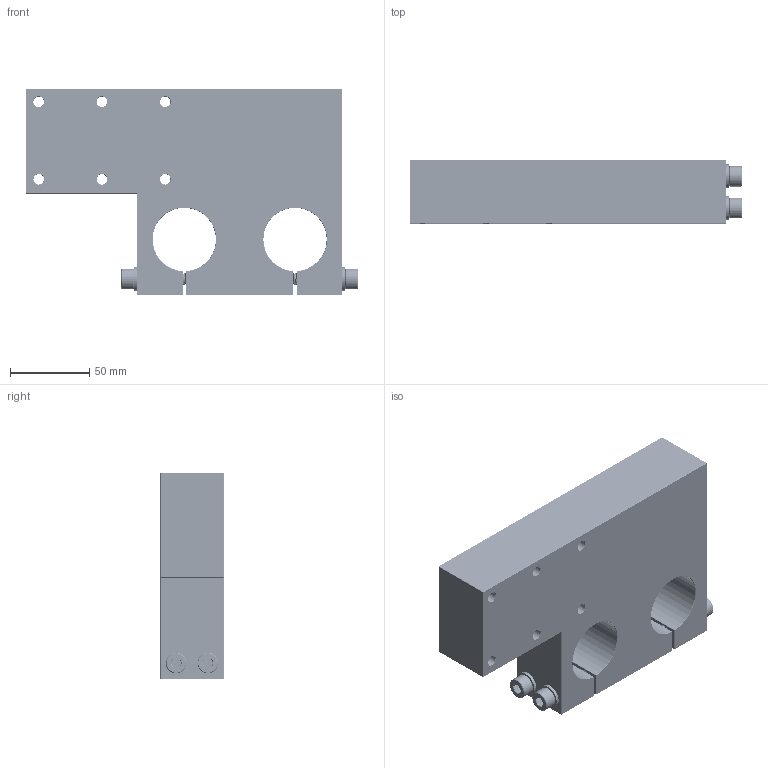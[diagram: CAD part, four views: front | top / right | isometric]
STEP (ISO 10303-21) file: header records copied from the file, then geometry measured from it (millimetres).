
FILE_DESCRIPTION(/* description */ (''),/* implementation_level */ '2;1');
FILE_NAME(/* name */ 'b3068345-8a08-4b8b-9916-0fba3c9ebe8d.stp',/* time_stamp */ '2024-10-08T18:48:06Z',/* author */ (''),/* organization */ (''),/* preprocessor_version */ 'ST-DEVELOPER v20',/* originating_system */ 'Autodesk Translation Framework v13.20.0.188',/* authorisation */ '');
FILE_SCHEMA (('AUTOMOTIVE_DESIGN { 1 0 10303 214 3 1 1 }'));
Products named in the file (4): SD 01_009; SD 01.009_body_part; Washer_8; Socket_head_screw_M8
Assembly tree (9 placements, depth 2):
  SD 01_009
    Washer_8  x4
    Socket_head_screw_M8  x4
    SD 01.009_body_part
Bounding box: 209.8 x 40 x 130 mm (x, y, z)
Volume: 751560.2 mm3; surface area: 98513.9 mm2
Topology: 9 solids, 9 shells, 1034 faces, 2860 edges, 1852 vertices
Faces by surface type: cylinder 800, plane 140, cone 70, bspline 24
Full cylindrical faces by diameter (mm): 6.6 x6, 6.701 x108, 7.234 x128, 8 x112, 8.128 x76, 8.4 x4, 13 x4, 15 x4
Entity records: 61254 total; most frequent: CARTESIAN_POINT 43570, ORIENTED_EDGE 4350, DIRECTION 2599, EDGE_CURVE 2175, VERTEX_POINT 1411, B_SPLINE_CURVE_WITH_KNOTS 1239, AXIS2_PLACEMENT_3D 902, EDGE_LOOP 804
